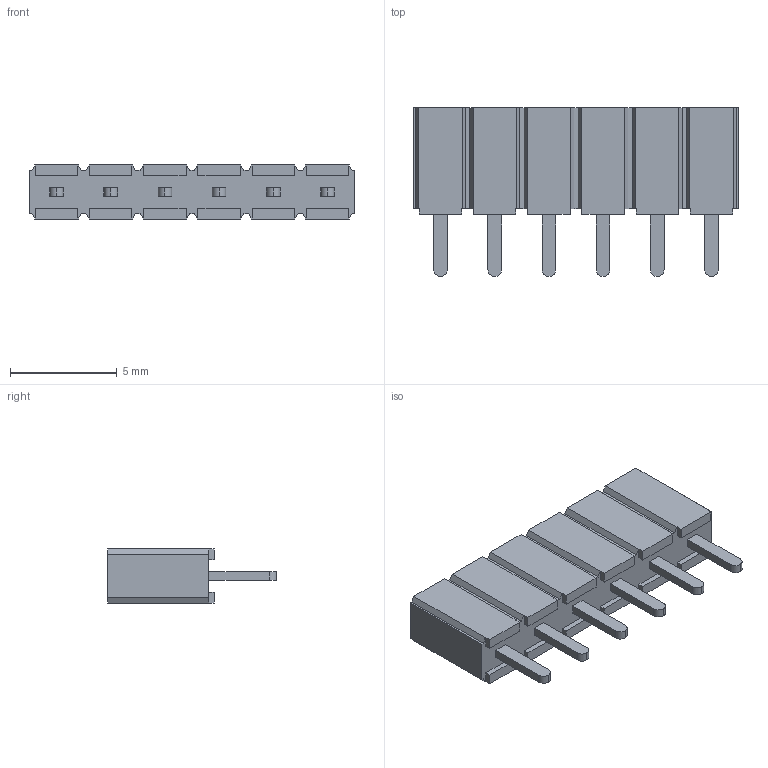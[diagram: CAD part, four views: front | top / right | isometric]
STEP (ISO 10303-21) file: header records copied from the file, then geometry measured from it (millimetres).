
FILE_DESCRIPTION (( 'STEP AP214' ), '1' );
FILE_NAME ('BG095-06-G-N-D.STEP', '2012-07-04T13:02:34', ( 'Master' ), ( '' ), 'SwSTEP 2.0', 'SolidWorks 2010', '' );
FILE_SCHEMA (( 'AUTOMOTIVE_DESIGN' ));
Length unit declared in the file: millimetre
Products named in the file (1): BG095-06-G-N-D
Bounding box: 15.24 x 7.92 x 2.54 mm (x, y, z)
Volume: 167.9 mm3; surface area: 377.8 mm2
Topology: 1 solids, 1 shells, 192 faces, 510 edges, 332 vertices
Faces by surface type: plane 180, cylinder 12
Entity records: 7565 total; most frequent: CARTESIAN_POINT 1035, ORIENTED_EDGE 1020, DIRECTION 920, EDGE_CURVE 510, LINE 486, VECTOR 486, VERTEX_POINT 332, AXIS2_PLACEMENT_3D 217
